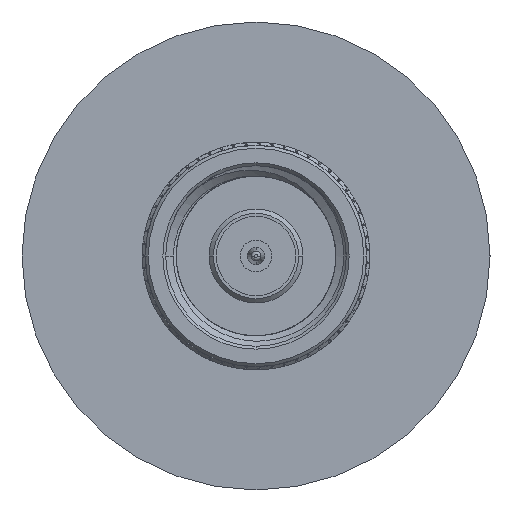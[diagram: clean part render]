
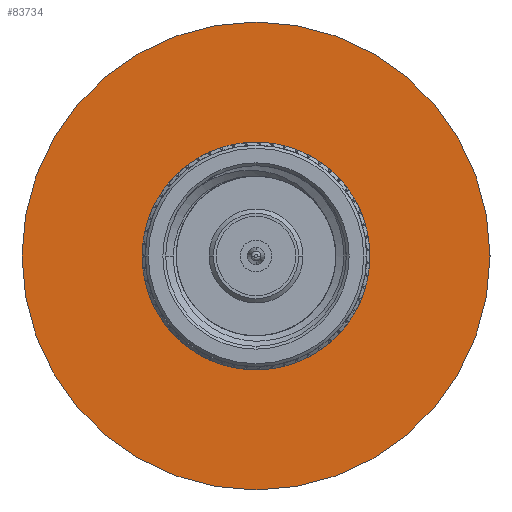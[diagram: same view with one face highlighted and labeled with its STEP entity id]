
A CAD part, left-side view. The second image highlights one B-rep face of the part: STEP entity #83734.
In plain terms, the highlighted planar face has unit normal (-1, 0, 0).
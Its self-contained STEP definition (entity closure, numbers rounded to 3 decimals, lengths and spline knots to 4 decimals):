
#139 = AXIS2_PLACEMENT_3D ( 'NONE', #46262, #25182, #75555 ) ;
#4542 = FACE_OUTER_BOUND ( 'NONE', #71688, .T. ) ;
#5687 = CARTESIAN_POINT ( 'NONE',  ( 0., 0., 0.81 ) ) ;
#7157 = EDGE_CURVE ( 'NONE', #22127, #60831, #13938, .T. ) ;
#8473 = DIRECTION ( 'NONE',  ( 1., 0., 0. ) ) ;
#13938 = CIRCLE ( 'NONE', #53680, 0.81 ) ;
#15566 = VERTEX_POINT ( 'NONE', #60910 ) ;
#18693 = CARTESIAN_POINT ( 'NONE',  ( 0., 0., -0.31 ) ) ;
#22127 = VERTEX_POINT ( 'NONE', #5687 ) ;
#22857 = CARTESIAN_POINT ( 'NONE',  ( 0., 0., 0. ) ) ;
#22941 = DIRECTION ( 'NONE',  ( 1., 0., 0. ) ) ;
#25182 = DIRECTION ( 'NONE',  ( 1., 0., 0. ) ) ;
#30055 = EDGE_CURVE ( 'NONE', #15566, #47070, #70106, .T. ) ;
#31971 = CARTESIAN_POINT ( 'NONE',  ( 0., 0., -0.81 ) ) ;
#33292 = PLANE ( 'NONE',  #68909 ) ;
#33400 = ORIENTED_EDGE ( 'NONE', *, *, #70807, .T. ) ;
#36842 = CIRCLE ( 'NONE', #139, 0.81 ) ;
#38140 = EDGE_LOOP ( 'NONE', ( #33400, #91188 ) ) ;
#40660 = AXIS2_PLACEMENT_3D ( 'NONE', #22857, #8473, #80911 ) ;
#46262 = CARTESIAN_POINT ( 'NONE',  ( 0., 0., 0. ) ) ;
#47070 = VERTEX_POINT ( 'NONE', #18693 ) ;
#47667 = ORIENTED_EDGE ( 'NONE', *, *, #87512, .F. ) ;
#47696 = FACE_BOUND ( 'NONE', #38140, .T. ) ;
#52201 = DIRECTION ( 'NONE',  ( 1., 0., 0. ) ) ;
#53680 = AXIS2_PLACEMENT_3D ( 'NONE', #94913, #22941, #66112 ) ;
#55799 = DIRECTION ( 'NONE',  ( 1., 0., 0. ) ) ;
#60831 = VERTEX_POINT ( 'NONE', #31971 ) ;
#60910 = CARTESIAN_POINT ( 'NONE',  ( 0., 0., 0.31 ) ) ;
#66112 = DIRECTION ( 'NONE',  ( 0., 0., -1. ) ) ;
#68909 = AXIS2_PLACEMENT_3D ( 'NONE', #85090, #55799, #84167 ) ;
#70106 = CIRCLE ( 'NONE', #82383, 0.31 ) ;
#70807 = EDGE_CURVE ( 'NONE', #47070, #15566, #85131, .T. ) ;
#71688 = EDGE_LOOP ( 'NONE', ( #92185, #47667 ) ) ;
#75555 = DIRECTION ( 'NONE',  ( 0., 0., -1. ) ) ;
#80911 = DIRECTION ( 'NONE',  ( 0., 0., -1. ) ) ;
#82383 = AXIS2_PLACEMENT_3D ( 'NONE', #82442, #52201, #90109 ) ;
#82442 = CARTESIAN_POINT ( 'NONE',  ( 0., 0., 0. ) ) ;
#83734 = ADVANCED_FACE ( 'NONE', ( #47696, #4542 ), #33292, .F. ) ;
#84167 = DIRECTION ( 'NONE',  ( 0., 1., 0. ) ) ;
#85090 = CARTESIAN_POINT ( 'NONE',  ( 0., 0., 0. ) ) ;
#85131 = CIRCLE ( 'NONE', #40660, 0.31 ) ;
#87512 = EDGE_CURVE ( 'NONE', #60831, #22127, #36842, .T. ) ;
#90109 = DIRECTION ( 'NONE',  ( 0., 0., -1. ) ) ;
#91188 = ORIENTED_EDGE ( 'NONE', *, *, #30055, .T. ) ;
#92185 = ORIENTED_EDGE ( 'NONE', *, *, #7157, .F. ) ;
#94913 = CARTESIAN_POINT ( 'NONE',  ( 0., 0., 0. ) ) ;
